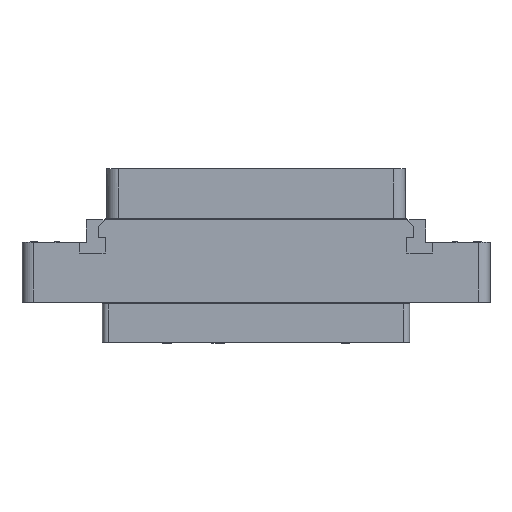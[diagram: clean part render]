
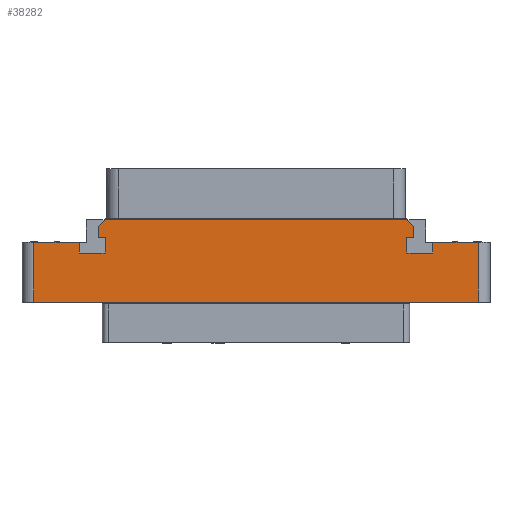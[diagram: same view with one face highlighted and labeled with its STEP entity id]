
A CAD part, top view. The second image highlights one B-rep face of the part: STEP entity #38282.
In plain terms, the highlighted planar face has unit normal (0, 0, 1).
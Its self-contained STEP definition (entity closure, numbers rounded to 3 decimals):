
#1=DIRECTION('',(0.,-1.,0.));
#2=VECTOR('',#1,1.8);
#3=CARTESIAN_POINT('',(-30.2,10.2,7.));
#4=LINE('',#3,#2);
#5=DIRECTION('',(1.,0.,0.));
#6=VECTOR('',#5,4.4);
#7=CARTESIAN_POINT('',(-30.2,8.4,7.));
#8=LINE('',#7,#6);
#9=DIRECTION('',(0.,1.,0.));
#10=VECTOR('',#9,2.6);
#11=CARTESIAN_POINT('',(-25.8,8.4,7.));
#12=LINE('',#11,#10);
#13=DIRECTION('',(-1.,0.,0.));
#14=VECTOR('',#13,1.2);
#15=CARTESIAN_POINT('',(-25.8,11.,7.));
#16=LINE('',#15,#14);
#17=DIRECTION('',(0.,1.,0.));
#18=VECTOR('',#17,1.9);
#19=CARTESIAN_POINT('',(-27.,11.,7.));
#20=LINE('',#19,#18);
#21=DIRECTION('',(0.707,0.707,0.));
#22=VECTOR('',#21,1.697);
#23=CARTESIAN_POINT('',(-27.,12.9,7.));
#24=LINE('',#23,#22);
#25=DIRECTION('',(1.,0.,0.));
#26=VECTOR('',#25,51.6);
#27=CARTESIAN_POINT('',(-25.8,14.1,7.));
#28=LINE('',#27,#26);
#29=DIRECTION('',(-0.707,0.707,0.));
#30=VECTOR('',#29,1.697);
#31=CARTESIAN_POINT('',(27.,12.9,7.));
#32=LINE('',#31,#30);
#33=DIRECTION('',(0.,1.,0.));
#34=VECTOR('',#33,1.9);
#35=CARTESIAN_POINT('',(27.,11.,7.));
#36=LINE('',#35,#34);
#37=DIRECTION('',(1.,0.,0.));
#38=VECTOR('',#37,1.2);
#39=CARTESIAN_POINT('',(25.8,11.,7.));
#40=LINE('',#39,#38);
#41=DIRECTION('',(0.,1.,0.));
#42=VECTOR('',#41,2.6);
#43=CARTESIAN_POINT('',(25.8,8.4,7.));
#44=LINE('',#43,#42);
#45=DIRECTION('',(-1.,0.,0.));
#46=VECTOR('',#45,4.4);
#47=CARTESIAN_POINT('',(30.2,8.4,7.));
#48=LINE('',#47,#46);
#49=DIRECTION('',(0.,-1.,0.));
#50=VECTOR('',#49,1.8);
#51=CARTESIAN_POINT('',(30.2,10.2,7.));
#52=LINE('',#51,#50);
#53=DIRECTION('',(1.,0.,0.));
#54=VECTOR('',#53,7.8);
#55=CARTESIAN_POINT('',(30.2,10.2,7.));
#56=LINE('',#55,#54);
#57=DIRECTION('',(-1.,0.,0.));
#58=VECTOR('',#57,76.);
#59=CARTESIAN_POINT('',(38.,0.,7.));
#60=LINE('',#59,#58);
#61=DIRECTION('',(1.,0.,0.));
#62=VECTOR('',#61,7.8);
#63=CARTESIAN_POINT('',(-38.,10.2,7.));
#64=LINE('',#63,#62);
#925=DIRECTION('',(0.,1.,0.));
#926=VECTOR('',#925,10.2);
#927=CARTESIAN_POINT('',(38.,0.,7.));
#928=LINE('',#927,#926);
#28305=DIRECTION('',(0.,-1.,0.));
#28306=VECTOR('',#28305,10.2);
#28307=CARTESIAN_POINT('',(-38.,10.2,7.));
#28308=LINE('',#28307,#28306);
#29795=CARTESIAN_POINT('',(38.,0.,7.));
#29796=CARTESIAN_POINT('',(38.,10.2,7.));
#29797=VERTEX_POINT('',#29795);
#29798=VERTEX_POINT('',#29796);
#29803=CARTESIAN_POINT('',(-38.,10.2,7.));
#29804=CARTESIAN_POINT('',(-38.,0.,7.));
#29805=VERTEX_POINT('',#29803);
#29806=VERTEX_POINT('',#29804);
#31425=CARTESIAN_POINT('',(30.2,10.2,7.));
#31426=CARTESIAN_POINT('',(30.2,8.4,7.));
#31427=VERTEX_POINT('',#31425);
#31428=VERTEX_POINT('',#31426);
#31429=CARTESIAN_POINT('',(25.8,8.4,7.));
#31430=VERTEX_POINT('',#31429);
#31431=CARTESIAN_POINT('',(25.8,11.,7.));
#31432=VERTEX_POINT('',#31431);
#31433=CARTESIAN_POINT('',(27.,11.,7.));
#31434=VERTEX_POINT('',#31433);
#31435=CARTESIAN_POINT('',(27.,12.9,7.));
#31436=VERTEX_POINT('',#31435);
#31437=CARTESIAN_POINT('',(25.8,14.1,7.));
#31438=VERTEX_POINT('',#31437);
#31455=CARTESIAN_POINT('',(-30.2,10.2,7.));
#31456=CARTESIAN_POINT('',(-30.2,8.4,7.));
#31457=VERTEX_POINT('',#31455);
#31458=VERTEX_POINT('',#31456);
#31459=CARTESIAN_POINT('',(-25.8,8.4,7.));
#31460=VERTEX_POINT('',#31459);
#31461=CARTESIAN_POINT('',(-25.8,11.,7.));
#31462=VERTEX_POINT('',#31461);
#31463=CARTESIAN_POINT('',(-27.,11.,7.));
#31464=VERTEX_POINT('',#31463);
#31465=CARTESIAN_POINT('',(-27.,12.9,7.));
#31466=VERTEX_POINT('',#31465);
#31467=CARTESIAN_POINT('',(-25.8,14.1,7.));
#31468=VERTEX_POINT('',#31467);
#38239=CARTESIAN_POINT('',(0.,0.,7.));
#38240=DIRECTION('',(0.,0.,-1.));
#38241=DIRECTION('',(-1.,0.,0.));
#38242=AXIS2_PLACEMENT_3D('',#38239,#38240,#38241);
#38243=PLANE('',#38242);
#38245=ORIENTED_EDGE('',*,*,#38244,.T.);
#38247=ORIENTED_EDGE('',*,*,#38246,.T.);
#38249=ORIENTED_EDGE('',*,*,#38248,.T.);
#38251=ORIENTED_EDGE('',*,*,#38250,.T.);
#38253=ORIENTED_EDGE('',*,*,#38252,.T.);
#38255=ORIENTED_EDGE('',*,*,#38254,.T.);
#38257=ORIENTED_EDGE('',*,*,#38256,.T.);
#38259=ORIENTED_EDGE('',*,*,#38258,.F.);
#38261=ORIENTED_EDGE('',*,*,#38260,.F.);
#38263=ORIENTED_EDGE('',*,*,#38262,.F.);
#38265=ORIENTED_EDGE('',*,*,#38264,.F.);
#38267=ORIENTED_EDGE('',*,*,#38266,.F.);
#38269=ORIENTED_EDGE('',*,*,#38268,.F.);
#38271=ORIENTED_EDGE('',*,*,#38270,.T.);
#38273=ORIENTED_EDGE('',*,*,#38272,.F.);
#38275=ORIENTED_EDGE('',*,*,#38274,.T.);
#38277=ORIENTED_EDGE('',*,*,#38276,.F.);
#38279=ORIENTED_EDGE('',*,*,#38278,.T.);
#38280=EDGE_LOOP('',(#38245,#38247,#38249,#38251,#38253,#38255,#38257,#38259,
#38261,#38263,#38265,#38267,#38269,#38271,#38273,#38275,#38277,#38279));
#38281=FACE_OUTER_BOUND('',#38280,.F.);
#38282=ADVANCED_FACE('',(#38281),#38243,.F.);
#38244=EDGE_CURVE('',#31457,#31458,#4,.T.);
#38246=EDGE_CURVE('',#31458,#31460,#8,.T.);
#38248=EDGE_CURVE('',#31460,#31462,#12,.T.);
#38250=EDGE_CURVE('',#31462,#31464,#16,.T.);
#38252=EDGE_CURVE('',#31464,#31466,#20,.T.);
#38254=EDGE_CURVE('',#31466,#31468,#24,.T.);
#38256=EDGE_CURVE('',#31468,#31438,#28,.T.);
#38258=EDGE_CURVE('',#31436,#31438,#32,.T.);
#38260=EDGE_CURVE('',#31434,#31436,#36,.T.);
#38262=EDGE_CURVE('',#31432,#31434,#40,.T.);
#38264=EDGE_CURVE('',#31430,#31432,#44,.T.);
#38266=EDGE_CURVE('',#31428,#31430,#48,.T.);
#38268=EDGE_CURVE('',#31427,#31428,#52,.T.);
#38270=EDGE_CURVE('',#31427,#29798,#56,.T.);
#38272=EDGE_CURVE('',#29797,#29798,#928,.T.);
#38274=EDGE_CURVE('',#29797,#29806,#60,.T.);
#38276=EDGE_CURVE('',#29805,#29806,#28308,.T.);
#38278=EDGE_CURVE('',#29805,#31457,#64,.T.);
